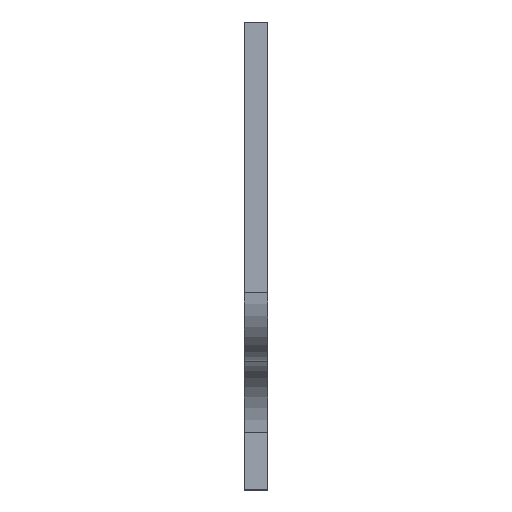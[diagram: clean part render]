
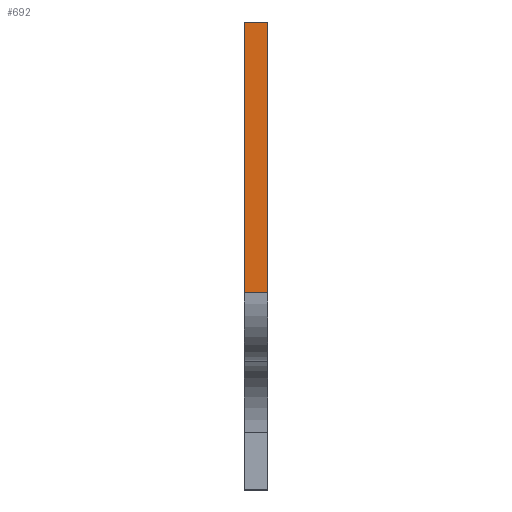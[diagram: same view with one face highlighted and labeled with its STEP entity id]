
A CAD part, left-side view. The second image highlights one B-rep face of the part: STEP entity #692.
In plain terms, the highlighted planar face has unit normal (-1, 0, 0).
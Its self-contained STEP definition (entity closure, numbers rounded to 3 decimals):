
#155 = VECTOR ( 'NONE', #2948, 1000. ) ;
#161 = ORIENTED_EDGE ( 'NONE', *, *, #1434, .T. ) ;
#226 = DIRECTION ( 'NONE',  ( 0., 0., -1. ) ) ;
#573 = CARTESIAN_POINT ( 'NONE',  ( 0., 0., 0. ) ) ;
#600 = ORIENTED_EDGE ( 'NONE', *, *, #1072, .F. ) ;
#692 = ADVANCED_FACE ( 'NONE', ( #2222 ), #1827, .F. ) ;
#722 = CARTESIAN_POINT ( 'NONE',  ( 0., 5., 0. ) ) ;
#866 = LINE ( 'NONE', #1318, #155 ) ;
#1072 = EDGE_CURVE ( 'NONE', #2627, #2257, #1213, .T. ) ;
#1102 = LINE ( 'NONE', #1756, #1185 ) ;
#1110 = VECTOR ( 'NONE', #3520, 1000. ) ;
#1185 = VECTOR ( 'NONE', #2073, 1000. ) ;
#1213 = LINE ( 'NONE', #2588, #3343 ) ;
#1230 = DIRECTION ( 'NONE',  ( 0., -1., 0. ) ) ;
#1286 = ORIENTED_EDGE ( 'NONE', *, *, #1943, .T. ) ;
#1318 = CARTESIAN_POINT ( 'NONE',  ( 0., 5., -57.75 ) ) ;
#1434 = EDGE_CURVE ( 'NONE', #2668, #2550, #866, .T. ) ;
#1573 = CARTESIAN_POINT ( 'NONE',  ( 0., 5., 0. ) ) ;
#1720 = CARTESIAN_POINT ( 'NONE',  ( 0., 5., -57.75 ) ) ;
#1756 = CARTESIAN_POINT ( 'NONE',  ( 0., 0., 0. ) ) ;
#1827 = PLANE ( 'NONE',  #2406 ) ;
#1865 = DIRECTION ( 'NONE',  ( 1., 0., 0. ) ) ;
#1918 = CARTESIAN_POINT ( 'NONE',  ( 0., 5., 0. ) ) ;
#1943 = EDGE_CURVE ( 'NONE', #2550, #2257, #1102, .T. ) ;
#2051 = ORIENTED_EDGE ( 'NONE', *, *, #2970, .F. ) ;
#2073 = DIRECTION ( 'NONE',  ( 0., 0., 1. ) ) ;
#2201 = LINE ( 'NONE', #1573, #1110 ) ;
#2222 = FACE_OUTER_BOUND ( 'NONE', #3351, .T. ) ;
#2257 = VERTEX_POINT ( 'NONE', #573 ) ;
#2338 = CARTESIAN_POINT ( 'NONE',  ( 0., 0., -57.75 ) ) ;
#2406 = AXIS2_PLACEMENT_3D ( 'NONE', #722, #1865, #226 ) ;
#2550 = VERTEX_POINT ( 'NONE', #2338 ) ;
#2588 = CARTESIAN_POINT ( 'NONE',  ( 0., 5., 0. ) ) ;
#2627 = VERTEX_POINT ( 'NONE', #1918 ) ;
#2668 = VERTEX_POINT ( 'NONE', #1720 ) ;
#2948 = DIRECTION ( 'NONE',  ( 0., -1., 0. ) ) ;
#2970 = EDGE_CURVE ( 'NONE', #2668, #2627, #2201, .T. ) ;
#3343 = VECTOR ( 'NONE', #1230, 1000. ) ;
#3351 = EDGE_LOOP ( 'NONE', ( #1286, #600, #2051, #161 ) ) ;
#3520 = DIRECTION ( 'NONE',  ( 0., 0., 1. ) ) ;
